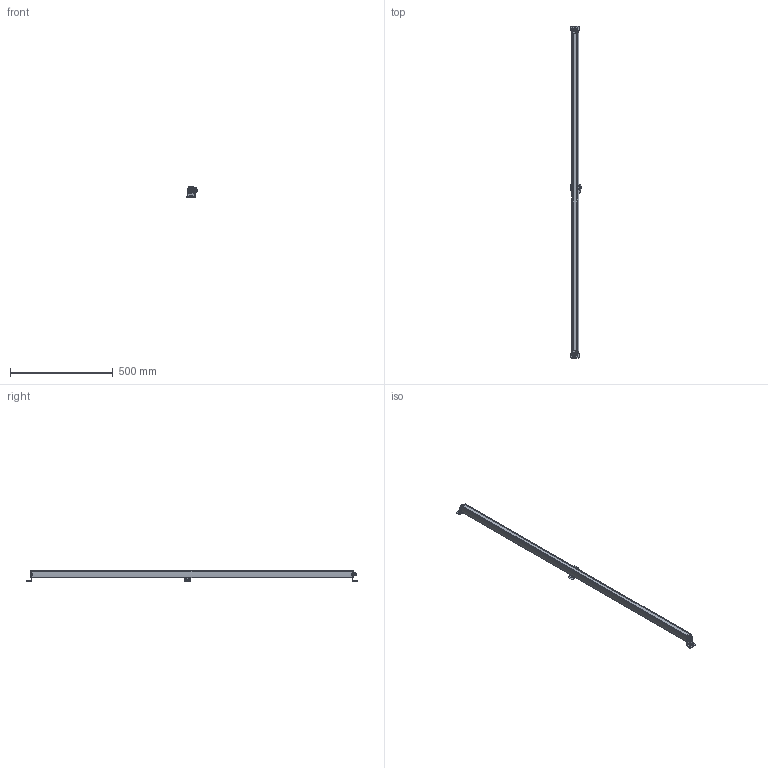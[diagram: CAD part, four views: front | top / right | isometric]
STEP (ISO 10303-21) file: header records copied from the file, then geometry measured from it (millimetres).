
FILE_DESCRIPTION((''),'2;1');
FILE_NAME('139586_SM01_ASM','2023-04-13T13:33:10',('banengservice'),('BANNER ENGINEERING'),'CREO PARAMETRIC BY PTC INC, 2022414','CREO PARAMETRIC BY PTC INC, 2022414','');
FILE_SCHEMA(('CONFIG_CONTROL_DESIGN'));
Products named in the file (8): 139586_EP01; 139586_PL01; 60139; 137997; 58892; 138766; 137998; 139586_SM01_ASM
Assembly tree (13 placements, depth 2):
  139586_SM01_ASM
    139586_EP01
    139586_PL01
    60139
    137997
    58892  x6
    138766
    137998  x2
Bounding box: 53.3 x 1618 x 52.49 mm (x, y, z)
Volume: 2791951.4 mm3; surface area: 530015 mm2
Topology: 13 solids, 14 shells, 2851 faces, 8470 edges, 5518 vertices
Faces by surface type: plane 1752, cylinder 789, bspline 196, torus 46, cone 36, sphere 32
Entity records: 124612 total; most frequent: CARTESIAN_POINT 67956, ORIENTED_EDGE 13020, DIRECTION 10187, EDGE_CURVE 6512, VECTOR 4269, LINE 4269, VERTEX_POINT 4240, AXIS2_PLACEMENT_3D 2959
